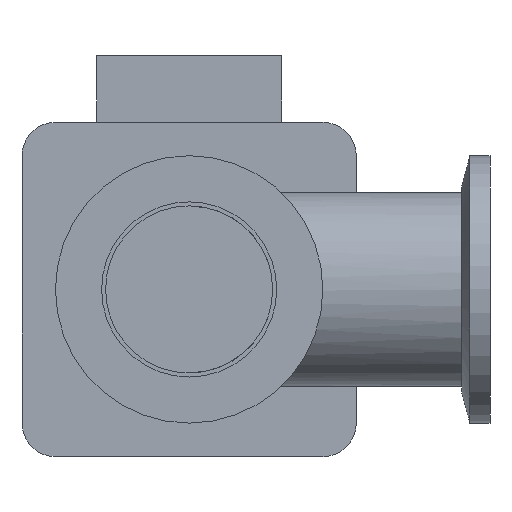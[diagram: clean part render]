
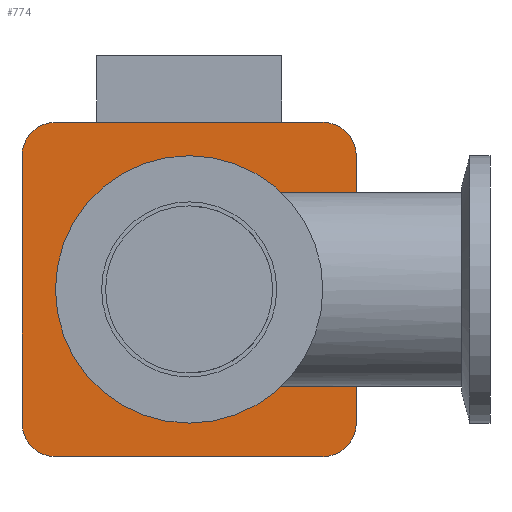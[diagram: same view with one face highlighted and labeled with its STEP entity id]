
A CAD part, front view. The second image highlights one B-rep face of the part: STEP entity #774.
In plain terms, the highlighted planar face has unit normal (0, -1, 0).
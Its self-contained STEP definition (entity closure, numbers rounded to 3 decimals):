
#537 = VECTOR ( 'NONE', #1276, 1000. ) ;
#774 = ADVANCED_FACE ( 'NONE', ( #2172, #17398 ), #35494, .F. ) ;
#1276 = DIRECTION ( 'NONE',  ( 0., 0., -1. ) ) ;
#1846 = CARTESIAN_POINT ( 'NONE',  ( -20., 31., 25. ) ) ;
#2095 = CIRCLE ( 'NONE', #27996, 19.5 ) ;
#2172 = FACE_BOUND ( 'NONE', #38189, .T. ) ;
#2428 = VECTOR ( 'NONE', #27999, 1000. ) ;
#2485 = CARTESIAN_POINT ( 'NONE',  ( 0., 31., 0. ) ) ;
#3580 = VERTEX_POINT ( 'NONE', #27845 ) ;
#4114 = VERTEX_POINT ( 'NONE', #51192 ) ;
#4665 = EDGE_CURVE ( 'NONE', #11298, #29171, #46068, .T. ) ;
#5016 = CIRCLE ( 'NONE', #57722, 19.5 ) ;
#5524 = CIRCLE ( 'NONE', #12420, 5. ) ;
#5966 = EDGE_CURVE ( 'NONE', #19660, #45877, #37168, .T. ) ;
#6324 = VERTEX_POINT ( 'NONE', #1846 ) ;
#6997 = CIRCLE ( 'NONE', #14933, 5. ) ;
#7990 = CARTESIAN_POINT ( 'NONE',  ( 20., 31., 20. ) ) ;
#11298 = VERTEX_POINT ( 'NONE', #26645 ) ;
#11764 = CARTESIAN_POINT ( 'NONE',  ( 20., 31., 25. ) ) ;
#11892 = EDGE_CURVE ( 'NONE', #19660, #29171, #52071, .T. ) ;
#12420 = AXIS2_PLACEMENT_3D ( 'NONE', #16262, #58948, #49296 ) ;
#14933 = AXIS2_PLACEMENT_3D ( 'NONE', #45673, #55019, #50949 ) ;
#15936 = ORIENTED_EDGE ( 'NONE', *, *, #11892, .T. ) ;
#16262 = CARTESIAN_POINT ( 'NONE',  ( 20., 31., -20. ) ) ;
#17398 = FACE_OUTER_BOUND ( 'NONE', #17489, .T. ) ;
#17402 = DIRECTION ( 'NONE',  ( -1., 0., 0. ) ) ;
#17445 = EDGE_CURVE ( 'NONE', #11298, #3580, #5524, .T. ) ;
#17489 = EDGE_LOOP ( 'NONE', ( #19724, #15936, #22002, #34772, #35395, #25935, #44600, #49220 ) ) ;
#19660 = VERTEX_POINT ( 'NONE', #46513 ) ;
#19724 = ORIENTED_EDGE ( 'NONE', *, *, #5966, .F. ) ;
#19818 = ORIENTED_EDGE ( 'NONE', *, *, #56356, .T. ) ;
#20189 = EDGE_CURVE ( 'NONE', #6324, #32001, #60368, .T. ) ;
#22002 = ORIENTED_EDGE ( 'NONE', *, *, #4665, .F. ) ;
#22998 = DIRECTION ( 'NONE',  ( 0., 0., 1. ) ) ;
#25226 = AXIS2_PLACEMENT_3D ( 'NONE', #27036, #45714, #30490 ) ;
#25935 = ORIENTED_EDGE ( 'NONE', *, *, #27386, .T. ) ;
#26645 = CARTESIAN_POINT ( 'NONE',  ( 20., 31., -25. ) ) ;
#27036 = CARTESIAN_POINT ( 'NONE',  ( -20., 31., -20. ) ) ;
#27386 = EDGE_CURVE ( 'NONE', #4114, #32001, #41215, .T. ) ;
#27845 = CARTESIAN_POINT ( 'NONE',  ( 25., 31., -20. ) ) ;
#27996 = AXIS2_PLACEMENT_3D ( 'NONE', #37025, #56006, #22998 ) ;
#27999 = DIRECTION ( 'NONE',  ( 1., 0., 0. ) ) ;
#29171 = VERTEX_POINT ( 'NONE', #52681 ) ;
#30490 = DIRECTION ( 'NONE',  ( 0., 0., 1. ) ) ;
#31398 = EDGE_CURVE ( 'NONE', #4114, #3580, #52055, .T. ) ;
#32001 = VERTEX_POINT ( 'NONE', #11764 ) ;
#34766 = VECTOR ( 'NONE', #46196, 1000. ) ;
#34772 = ORIENTED_EDGE ( 'NONE', *, *, #17445, .T. ) ;
#35395 = ORIENTED_EDGE ( 'NONE', *, *, #31398, .F. ) ;
#35469 = CARTESIAN_POINT ( 'NONE',  ( 0., 31., -19.5 ) ) ;
#35494 = PLANE ( 'NONE',  #59753 ) ;
#36104 = DIRECTION ( 'NONE',  ( 0., 0., 1. ) ) ;
#36950 = DIRECTION ( 'NONE',  ( 0., -1., 0. ) ) ;
#37025 = CARTESIAN_POINT ( 'NONE',  ( 0., 31., 0. ) ) ;
#37168 = LINE ( 'NONE', #50856, #34766 ) ;
#38189 = EDGE_LOOP ( 'NONE', ( #61122, #19818 ) ) ;
#40473 = CARTESIAN_POINT ( 'NONE',  ( 25., 31., -25. ) ) ;
#41215 = CIRCLE ( 'NONE', #49162, 5. ) ;
#42628 = VERTEX_POINT ( 'NONE', #35469 ) ;
#44600 = ORIENTED_EDGE ( 'NONE', *, *, #20189, .F. ) ;
#45571 = DIRECTION ( 'NONE',  ( 0., 0., 1. ) ) ;
#45673 = CARTESIAN_POINT ( 'NONE',  ( -20., 31., 20. ) ) ;
#45714 = DIRECTION ( 'NONE',  ( 0., -1., 0. ) ) ;
#45877 = VERTEX_POINT ( 'NONE', #48085 ) ;
#46068 = LINE ( 'NONE', #40473, #53136 ) ;
#46196 = DIRECTION ( 'NONE',  ( 0., 0., 1. ) ) ;
#46513 = CARTESIAN_POINT ( 'NONE',  ( -25., 31., -20. ) ) ;
#48085 = CARTESIAN_POINT ( 'NONE',  ( -25., 31., 20. ) ) ;
#49162 = AXIS2_PLACEMENT_3D ( 'NONE', #7990, #36950, #50631 ) ;
#49220 = ORIENTED_EDGE ( 'NONE', *, *, #56055, .T. ) ;
#49296 = DIRECTION ( 'NONE',  ( 0., 0., 1. ) ) ;
#50631 = DIRECTION ( 'NONE',  ( 0., 0., 1. ) ) ;
#50856 = CARTESIAN_POINT ( 'NONE',  ( -25., 31., 25. ) ) ;
#50949 = DIRECTION ( 'NONE',  ( 0., 0., 1. ) ) ;
#51151 = DIRECTION ( 'NONE',  ( 0., 1., 0. ) ) ;
#51192 = CARTESIAN_POINT ( 'NONE',  ( 25., 31., 20. ) ) ;
#51584 = CARTESIAN_POINT ( 'NONE',  ( 0., 31., 19.5 ) ) ;
#52055 = LINE ( 'NONE', #53295, #537 ) ;
#52071 = CIRCLE ( 'NONE', #25226, 5. ) ;
#52338 = VERTEX_POINT ( 'NONE', #51584 ) ;
#52681 = CARTESIAN_POINT ( 'NONE',  ( -20., 31., -25. ) ) ;
#53136 = VECTOR ( 'NONE', #17402, 1000. ) ;
#53295 = CARTESIAN_POINT ( 'NONE',  ( 25., 31., 25. ) ) ;
#54606 = CARTESIAN_POINT ( 'NONE',  ( 0., 31., 0. ) ) ;
#55019 = DIRECTION ( 'NONE',  ( 0., -1., 0. ) ) ;
#55408 = DIRECTION ( 'NONE',  ( 0., 1., 0. ) ) ;
#56006 = DIRECTION ( 'NONE',  ( 0., 1., 0. ) ) ;
#56008 = CARTESIAN_POINT ( 'NONE',  ( 25., 31., 25. ) ) ;
#56055 = EDGE_CURVE ( 'NONE', #6324, #45877, #6997, .T. ) ;
#56356 = EDGE_CURVE ( 'NONE', #52338, #42628, #5016, .T. ) ;
#57722 = AXIS2_PLACEMENT_3D ( 'NONE', #54606, #51151, #45571 ) ;
#58948 = DIRECTION ( 'NONE',  ( 0., -1., 0. ) ) ;
#59753 = AXIS2_PLACEMENT_3D ( 'NONE', #2485, #55408, #36104 ) ;
#60325 = EDGE_CURVE ( 'NONE', #42628, #52338, #2095, .T. ) ;
#60368 = LINE ( 'NONE', #56008, #2428 ) ;
#61122 = ORIENTED_EDGE ( 'NONE', *, *, #60325, .T. ) ;
